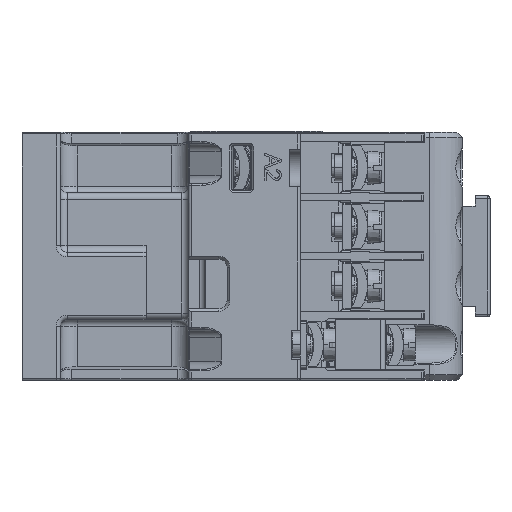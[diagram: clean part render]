
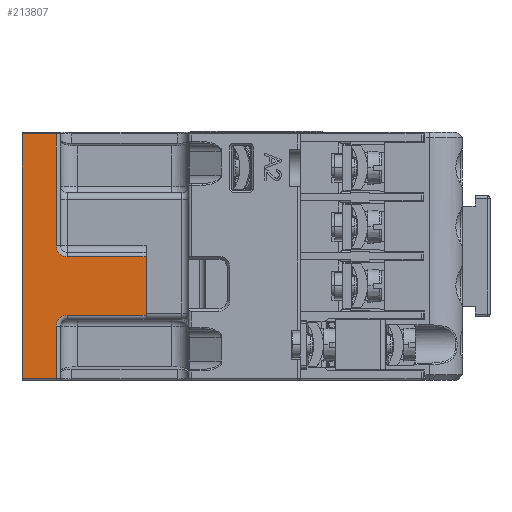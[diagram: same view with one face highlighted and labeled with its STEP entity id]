
A CAD part, left-side view. The second image highlights one B-rep face of the part: STEP entity #213807.
In plain terms, the highlighted planar face has unit normal (-1, 0, 0).
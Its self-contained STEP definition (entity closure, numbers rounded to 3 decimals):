
#2833=DIRECTION('',(0.,0.,-1.));
#2834=VECTOR('',#2833,44.4);
#2835=CARTESIAN_POINT('',(-37.,39.9,22.2));
#2836=LINE('',#2835,#2834);
#3024=DIRECTION('',(0.,1.,0.));
#3025=VECTOR('',#3024,6.2);
#3026=CARTESIAN_POINT('',(-37.,33.7,22.2));
#3027=LINE('',#3026,#3025);
#72567=DIRECTION('',(0.,0.,1.));
#72568=VECTOR('',#72567,10.6);
#72569=CARTESIAN_POINT('',(-37.,17.4,-10.7));
#72570=LINE('',#72569,#72568);
#72826=DIRECTION('',(0.,-1.,0.));
#72827=VECTOR('',#72826,14.3);
#72828=CARTESIAN_POINT('',(-37.,31.7,-10.7));
#72829=LINE('',#72828,#72827);
#72845=CARTESIAN_POINT('',(-37.,31.7,1.9));
#72846=DIRECTION('',(-1.,0.,0.));
#72847=DIRECTION('',(0.,1.,0.));
#72848=AXIS2_PLACEMENT_3D('',#72845,#72846,#72847);
#72850=CARTESIAN_POINT('',(-37.,31.7,-12.7));
#72851=DIRECTION('',(-1.,0.,0.));
#72852=DIRECTION('',(0.,0.,1.));
#72853=AXIS2_PLACEMENT_3D('',#72850,#72851,#72852);
#72859=DIRECTION('',(0.,0.,1.));
#72860=VECTOR('',#72859,20.3);
#72861=CARTESIAN_POINT('',(-37.,33.7,1.9));
#72862=LINE('',#72861,#72860);
#72999=DIRECTION('',(0.,1.,0.));
#73000=VECTOR('',#72999,14.3);
#73001=CARTESIAN_POINT('',(-37.,17.4,-0.1));
#73002=LINE('',#73001,#73000);
#73100=DIRECTION('',(0.,0.,1.));
#73101=VECTOR('',#73100,9.5);
#73102=CARTESIAN_POINT('',(-37.,33.7,-22.2));
#73103=LINE('',#73102,#73101);
#73981=DIRECTION('',(0.,-1.,0.));
#73982=VECTOR('',#73981,6.2);
#73983=CARTESIAN_POINT('',(-37.,39.9,-22.2));
#73984=LINE('',#73983,#73982);
#106361=CARTESIAN_POINT('',(-37.,39.9,22.2));
#106362=VERTEX_POINT('',#106361);
#106363=CARTESIAN_POINT('',(-37.,39.9,-22.2));
#106364=VERTEX_POINT('',#106363);
#106455=CARTESIAN_POINT('',(-37.,33.7,22.2));
#106456=VERTEX_POINT('',#106455);
#106617=CARTESIAN_POINT('',(-37.,33.7,-22.2));
#106618=VERTEX_POINT('',#106617);
#106619=CARTESIAN_POINT('',(-37.,33.7,1.9));
#106620=VERTEX_POINT('',#106619);
#106621=CARTESIAN_POINT('',(-37.,31.7,-0.1));
#106622=VERTEX_POINT('',#106621);
#106623=CARTESIAN_POINT('',(-37.,17.4,-0.1));
#106624=VERTEX_POINT('',#106623);
#106625=CARTESIAN_POINT('',(-37.,17.4,-10.7));
#106626=VERTEX_POINT('',#106625);
#106627=CARTESIAN_POINT('',(-37.,31.7,-10.7));
#106628=VERTEX_POINT('',#106627);
#106629=CARTESIAN_POINT('',(-37.,33.7,-12.7));
#106630=VERTEX_POINT('',#106629);
#213785=CARTESIAN_POINT('',(-37.,0.,-22.5));
#213786=DIRECTION('',(-1.,0.,0.));
#213787=DIRECTION('',(0.,0.,1.));
#213788=AXIS2_PLACEMENT_3D('',#213785,#213786,#213787);
#213789=PLANE('',#213788);
#213790=ORIENTED_EDGE('',*,*,#118348,.F.);
#213792=ORIENTED_EDGE('',*,*,#213791,.F.);
#213794=ORIENTED_EDGE('',*,*,#213793,.T.);
#213796=ORIENTED_EDGE('',*,*,#213795,.F.);
#213797=ORIENTED_EDGE('',*,*,#213362,.F.);
#213798=ORIENTED_EDGE('',*,*,#213765,.F.);
#213799=ORIENTED_EDGE('',*,*,#213775,.T.);
#213801=ORIENTED_EDGE('',*,*,#213800,.F.);
#213803=ORIENTED_EDGE('',*,*,#213802,.F.);
#213804=ORIENTED_EDGE('',*,*,#118220,.F.);
#213805=EDGE_LOOP('',(#213790,#213792,#213794,#213796,#213797,#213798,#213799,
#213801,#213803,#213804));
#213806=FACE_OUTER_BOUND('',#213805,.F.);
#213807=ADVANCED_FACE('',(#213806),#213789,.T.);
#72849=CIRCLE('',#72848,2.);
#72854=CIRCLE('',#72853,2.);
#118220=EDGE_CURVE('',#106362,#106364,#2836,.T.);
#118348=EDGE_CURVE('',#106456,#106362,#3027,.T.);
#213362=EDGE_CURVE('',#106626,#106624,#72570,.T.);
#213765=EDGE_CURVE('',#106628,#106626,#72829,.T.);
#213775=EDGE_CURVE('',#106628,#106630,#72854,.T.);
#213791=EDGE_CURVE('',#106620,#106456,#72862,.T.);
#213793=EDGE_CURVE('',#106620,#106622,#72849,.T.);
#213795=EDGE_CURVE('',#106624,#106622,#73002,.T.);
#213800=EDGE_CURVE('',#106618,#106630,#73103,.T.);
#213802=EDGE_CURVE('',#106364,#106618,#73984,.T.);
